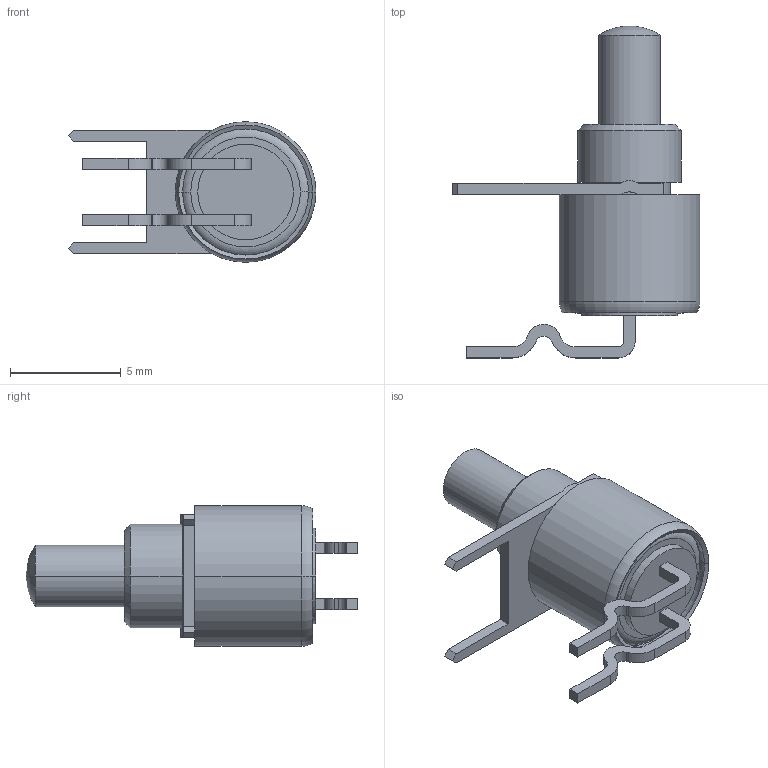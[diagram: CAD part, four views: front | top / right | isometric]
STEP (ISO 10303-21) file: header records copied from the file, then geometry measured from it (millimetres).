
FILE_DESCRIPTION((''),'2;1');
FILE_NAME('39-501_RED','2019-07-12T',('SBUENZLI'),(''),'PRO/ENGINEER BY PARAMETRIC TECHNOLOGY CORPORATION, 2016100','PRO/ENGINEER BY PARAMETRIC TECHNOLOGY CORPORATION, 2016100','');
FILE_SCHEMA(('CONFIG_CONTROL_DESIGN'));
Length unit declared in the file: inch
Products named in the file (1): 39-501_RED
Bounding box: 11.19 x 14.99 x 6.35 mm (x, y, z)
Surface area: 459.6 mm2 (no closed solid volume)
Topology: 0 solids, 9 shells, 96 faces, 264 edges, 175 vertices
Faces by surface type: plane 52, cylinder 32, torus 6, cone 4, sphere 2
Entity records: 3071 total; most frequent: CARTESIAN_POINT 555, DIRECTION 544, ORIENTED_EDGE 482, EDGE_CURVE 262, AXIS2_PLACEMENT_3D 190, VERTEX_POINT 175, VECTOR 164, LINE 164
